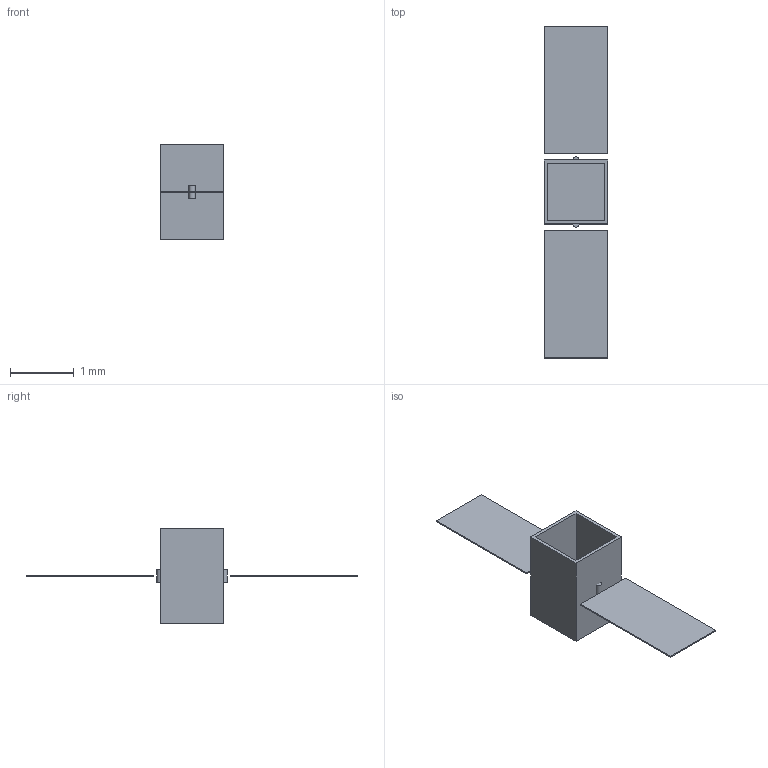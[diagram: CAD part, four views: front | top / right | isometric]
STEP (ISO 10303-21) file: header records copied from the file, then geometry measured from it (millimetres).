
FILE_DESCRIPTION(('Open CASCADE Model'),'2;1');
FILE_NAME('Open CASCADE Shape Model','2025-06-27T14:43:27',('Author'),( 'Open CASCADE'),'Open CASCADE STEP processor 7.8','Open CASCADE 7.8' ,'Unknown');
FILE_SCHEMA(('AUTOMOTIVE_DESIGN { 1 0 10303 214 1 1 1 1 }'));
Length unit declared in the file: millimetre
Products named in the file (8): Open CASCADE STEP translator 7.8 1; Open CASCADE STEP translator 7.8 1.1; Open CASCADE STEP translator 7.8 1.2; Open CASCADE STEP translator 7.8 1.2.1; Open CASCADE STEP translator 7.8 1.2.2; Open CASCADE STEP translator 7.8 1.3; Open CASCADE STEP translator 7.8 1.3.1; Open CASCADE STEP translator 7.8 1.3.2
Assembly tree (7 placements, depth 3):
  Open CASCADE STEP translator 7.8 1
    Open CASCADE STEP translator 7.8 1.1
    Open CASCADE STEP translator 7.8 1.2
      Open CASCADE STEP translator 7.8 1.2.1
      Open CASCADE STEP translator 7.8 1.2.2
    Open CASCADE STEP translator 7.8 1.3
      Open CASCADE STEP translator 7.8 1.3.1
      Open CASCADE STEP translator 7.8 1.3.2
Bounding box: 1 x 5.2 x 1.5 mm (x, y, z)
Volume: 0.4 mm3; surface area: 21.6 mm2
Topology: 5 solids, 5 shells, 29 faces, 54 edges, 36 vertices
Faces by surface type: plane 27, cylinder 2
Full cylindrical faces by diameter (mm): 0.1 x2
Entity records: 1526 total; most frequent: CARTESIAN_POINT 251, DIRECTION 224, LINE 138, VECTOR 138, ORIENTED_EDGE 108, PCURVE 108, DEFINITIONAL_REPRESENTATION 108, EDGE_CURVE 54
